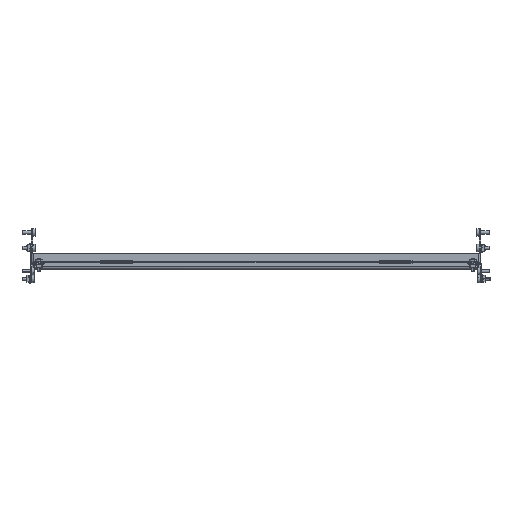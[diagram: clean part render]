
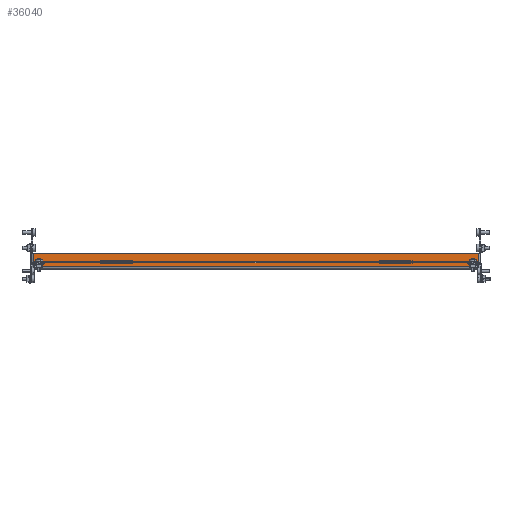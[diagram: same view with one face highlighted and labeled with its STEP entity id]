
A CAD part, front view. The second image highlights one B-rep face of the part: STEP entity #36040.
In plain terms, the highlighted face is planar.
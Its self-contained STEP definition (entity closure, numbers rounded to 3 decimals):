
#628 = ORIENTED_EDGE ( 'NONE', *, *, #30598, .F. ) ;
#659 = DIRECTION ( 'NONE',  ( 0., 1., 0. ) ) ;
#1792 = DIRECTION ( 'NONE',  ( 0., 0., 1. ) ) ;
#3044 = DIRECTION ( 'NONE',  ( 0., 0., 1. ) ) ;
#3160 = VERTEX_POINT ( 'NONE', #31146 ) ;
#3401 = CARTESIAN_POINT ( 'NONE',  ( 35., 56., -560.5 ) ) ;
#4365 = VECTOR ( 'NONE', #1792, 1000. ) ;
#4435 = LINE ( 'NONE', #41663, #20529 ) ;
#4626 = LINE ( 'NONE', #5119, #44491 ) ;
#5119 = CARTESIAN_POINT ( 'NONE',  ( 35., 65., -3.5 ) ) ;
#5138 = ORIENTED_EDGE ( 'NONE', *, *, #14855, .F. ) ;
#5542 = VERTEX_POINT ( 'NONE', #24554 ) ;
#5846 = VECTOR ( 'NONE', #29606, 1000. ) ;
#6098 = DIRECTION ( 'NONE',  ( 0., 1., 0. ) ) ;
#6741 = VERTEX_POINT ( 'NONE', #16557 ) ;
#6758 = DIRECTION ( 'NONE',  ( -1., 0., 0. ) ) ;
#6833 = DIRECTION ( 'NONE',  ( 0., 0., 1. ) ) ;
#6869 = CARTESIAN_POINT ( 'NONE',  ( 35., 56., -110.5 ) ) ;
#6902 = CARTESIAN_POINT ( 'NONE',  ( 35., 56., -162.5 ) ) ;
#7000 = VECTOR ( 'NONE', #659, 1000. ) ;
#7314 = EDGE_LOOP ( 'NONE', ( #40839, #628, #20324, #23916 ) ) ;
#9719 = EDGE_CURVE ( 'NONE', #18271, #16995, #11090, .T. ) ;
#9726 = DIRECTION ( 'NONE',  ( 0., 0., -1. ) ) ;
#10153 = EDGE_CURVE ( 'NONE', #11649, #45745, #4435, .T. ) ;
#10650 = EDGE_CURVE ( 'NONE', #38969, #13424, #38228, .T. ) ;
#10660 = CARTESIAN_POINT ( 'NONE',  ( 35., 52., -110.5 ) ) ;
#11090 = LINE ( 'NONE', #28709, #29405 ) ;
#11462 = LINE ( 'NONE', #13083, #17543 ) ;
#11649 = VERTEX_POINT ( 'NONE', #40278 ) ;
#13083 = CARTESIAN_POINT ( 'NONE',  ( 35., 56., -612.5 ) ) ;
#13424 = VERTEX_POINT ( 'NONE', #38390 ) ;
#14855 = EDGE_CURVE ( 'NONE', #11649, #16995, #4626, .T. ) ;
#15305 = CARTESIAN_POINT ( 'NONE',  ( 35., 52., -612.5 ) ) ;
#16352 = EDGE_CURVE ( 'NONE', #3160, #5542, #18377, .T. ) ;
#16490 = CARTESIAN_POINT ( 'NONE',  ( 35., 56., -110.5 ) ) ;
#16557 = CARTESIAN_POINT ( 'NONE',  ( 35., 52., -612.5 ) ) ;
#16931 = VERTEX_POINT ( 'NONE', #3401 ) ;
#16979 = CARTESIAN_POINT ( 'NONE',  ( 35., 0., 0. ) ) ;
#16995 = VERTEX_POINT ( 'NONE', #17944 ) ;
#17543 = VECTOR ( 'NONE', #6098, 1000. ) ;
#17944 = CARTESIAN_POINT ( 'NONE',  ( 35., 61.5, -3.5 ) ) ;
#18149 = CARTESIAN_POINT ( 'NONE',  ( 35., 61.5, -719.5 ) ) ;
#18271 = VERTEX_POINT ( 'NONE', #18149 ) ;
#18377 = LINE ( 'NONE', #6869, #36115 ) ;
#18690 = ORIENTED_EDGE ( 'NONE', *, *, #31533, .F. ) ;
#19237 = VECTOR ( 'NONE', #23657, 1000. ) ;
#19326 = LINE ( 'NONE', #26452, #4365 ) ;
#20324 = ORIENTED_EDGE ( 'NONE', *, *, #10650, .F. ) ;
#20529 = VECTOR ( 'NONE', #9726, 1000. ) ;
#20695 = FACE_BOUND ( 'NONE', #7314, .T. ) ;
#21448 = LINE ( 'NONE', #44734, #19237 ) ;
#23060 = ORIENTED_EDGE ( 'NONE', *, *, #10153, .T. ) ;
#23236 = DIRECTION ( 'NONE',  ( 0., 1., 0. ) ) ;
#23598 = VERTEX_POINT ( 'NONE', #36653 ) ;
#23627 = CARTESIAN_POINT ( 'NONE',  ( 35., 52., -110.5 ) ) ;
#23657 = DIRECTION ( 'NONE',  ( 0., -1., 0. ) ) ;
#23916 = ORIENTED_EDGE ( 'NONE', *, *, #32319, .F. ) ;
#24554 = CARTESIAN_POINT ( 'NONE',  ( 35., 56., -110.5 ) ) ;
#24849 = LINE ( 'NONE', #6902, #42592 ) ;
#25983 = VERTEX_POINT ( 'NONE', #29260 ) ;
#26259 = ORIENTED_EDGE ( 'NONE', *, *, #30429, .F. ) ;
#26452 = CARTESIAN_POINT ( 'NONE',  ( 35., 56., -612.5 ) ) ;
#26613 = VECTOR ( 'NONE', #27246, 1000. ) ;
#27246 = DIRECTION ( 'NONE',  ( 0., 0., -1. ) ) ;
#28029 = VECTOR ( 'NONE', #30639, 1000. ) ;
#28340 = PLANE ( 'NONE',  #37283 ) ;
#28709 = CARTESIAN_POINT ( 'NONE',  ( 35., 61.5, -719.5 ) ) ;
#28933 = DIRECTION ( 'NONE',  ( 0., 1., 0. ) ) ;
#29260 = CARTESIAN_POINT ( 'NONE',  ( 35., 52., -560.5 ) ) ;
#29405 = VECTOR ( 'NONE', #6833, 1000. ) ;
#29606 = DIRECTION ( 'NONE',  ( 0., 0., -1. ) ) ;
#29964 = CARTESIAN_POINT ( 'NONE',  ( 35., 39.746, -719.5 ) ) ;
#30429 = EDGE_CURVE ( 'NONE', #23598, #16931, #19326, .T. ) ;
#30598 = EDGE_CURVE ( 'NONE', #13424, #3160, #24849, .T. ) ;
#30639 = DIRECTION ( 'NONE',  ( 0., -1., 0. ) ) ;
#31146 = CARTESIAN_POINT ( 'NONE',  ( 35., 56., -162.5 ) ) ;
#31533 = EDGE_CURVE ( 'NONE', #16931, #25983, #21448, .T. ) ;
#32319 = EDGE_CURVE ( 'NONE', #5542, #38969, #36893, .T. ) ;
#33186 = CARTESIAN_POINT ( 'NONE',  ( 35., 65., -719.5 ) ) ;
#34119 = ORIENTED_EDGE ( 'NONE', *, *, #34694, .F. ) ;
#34166 = LINE ( 'NONE', #33186, #7000 ) ;
#34694 = EDGE_CURVE ( 'NONE', #25983, #6741, #45773, .T. ) ;
#34851 = EDGE_LOOP ( 'NONE', ( #36341, #5138, #23060, #35645 ) ) ;
#35645 = ORIENTED_EDGE ( 'NONE', *, *, #42475, .T. ) ;
#36040 = ADVANCED_FACE ( 'NONE', ( #20695, #38440, #40091 ), #28340, .F. ) ;
#36115 = VECTOR ( 'NONE', #38764, 1000. ) ;
#36341 = ORIENTED_EDGE ( 'NONE', *, *, #9719, .T. ) ;
#36653 = CARTESIAN_POINT ( 'NONE',  ( 35., 56., -612.5 ) ) ;
#36883 = ORIENTED_EDGE ( 'NONE', *, *, #45131, .F. ) ;
#36893 = LINE ( 'NONE', #16490, #28029 ) ;
#37068 = EDGE_LOOP ( 'NONE', ( #26259, #36883, #34119, #18690 ) ) ;
#37283 = AXIS2_PLACEMENT_3D ( 'NONE', #16979, #6758, #3044 ) ;
#38228 = LINE ( 'NONE', #23627, #26613 ) ;
#38390 = CARTESIAN_POINT ( 'NONE',  ( 35., 52., -162.5 ) ) ;
#38440 = FACE_BOUND ( 'NONE', #37068, .T. ) ;
#38764 = DIRECTION ( 'NONE',  ( 0., 0., 1. ) ) ;
#38969 = VERTEX_POINT ( 'NONE', #10660 ) ;
#40091 = FACE_OUTER_BOUND ( 'NONE', #34851, .T. ) ;
#40278 = CARTESIAN_POINT ( 'NONE',  ( 35., 39.746, -3.5 ) ) ;
#40839 = ORIENTED_EDGE ( 'NONE', *, *, #16352, .F. ) ;
#41663 = CARTESIAN_POINT ( 'NONE',  ( 35., 39.746, 0. ) ) ;
#42475 = EDGE_CURVE ( 'NONE', #45745, #18271, #34166, .T. ) ;
#42592 = VECTOR ( 'NONE', #28933, 1000. ) ;
#44491 = VECTOR ( 'NONE', #23236, 1000. ) ;
#44734 = CARTESIAN_POINT ( 'NONE',  ( 35., 56., -560.5 ) ) ;
#45131 = EDGE_CURVE ( 'NONE', #6741, #23598, #11462, .T. ) ;
#45745 = VERTEX_POINT ( 'NONE', #29964 ) ;
#45773 = LINE ( 'NONE', #15305, #5846 ) ;
